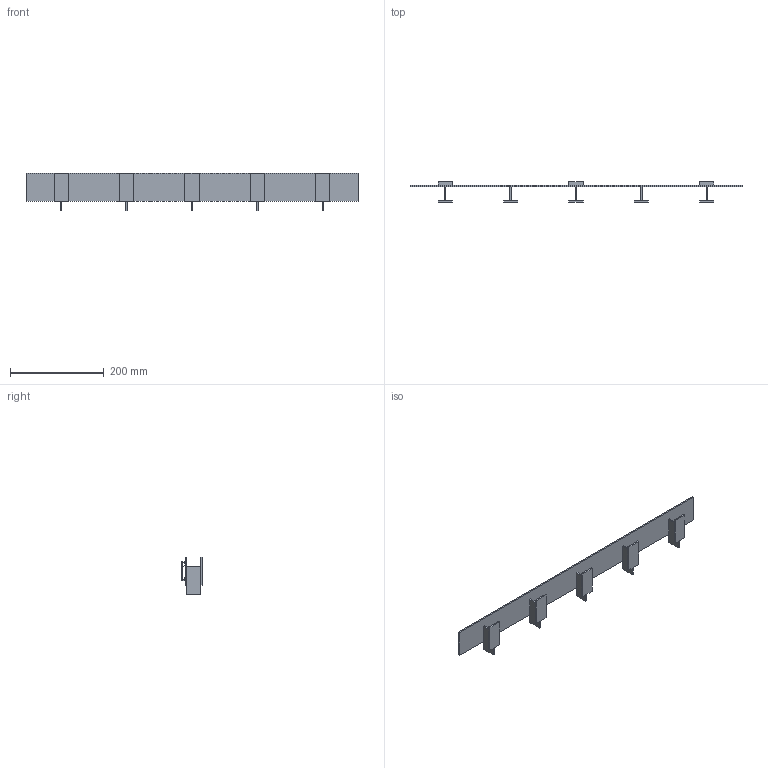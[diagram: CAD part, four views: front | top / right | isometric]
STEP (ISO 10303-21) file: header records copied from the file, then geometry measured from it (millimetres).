
FILE_DESCRIPTION(/* description */ (''),/* implementation_level */ '2;1');
FILE_NAME(/* name */ 'Lager Coat Rack_3D',/* time_stamp */ '2025-07-25T10:22:55+02:00',/* author */ (''),/* organization */ (''),/* preprocessor_version */ 'ST-DEVELOPER v19.2',/* originating_system */ 'Rhino 8.19',/* authorisation */ '');
FILE_SCHEMA (('CONFIG_CONTROL_DESIGN'));
Length unit declared in the file: millimetre
Products named in the file (1): Document
Bounding box: 710 x 44 x 80 mm (x, y, z)
Volume: 190580.4 mm3; surface area: 143445.1 mm2
Topology: 14 solids, 15 shells, 154 faces, 344 edges, 219 vertices
Faces by surface type: plane 150, cylinder 4
Entity records: 3759 total; most frequent: CARTESIAN_POINT 1103, ORIENTED_EDGE 682, EDGE_CURVE 343, B_SPLINE_CURVE_WITH_KNOTS 330, VERTEX_POINT 218, DIRECTION 170, AXIS2_PLACEMENT_3D 162, EDGE_LOOP 158
